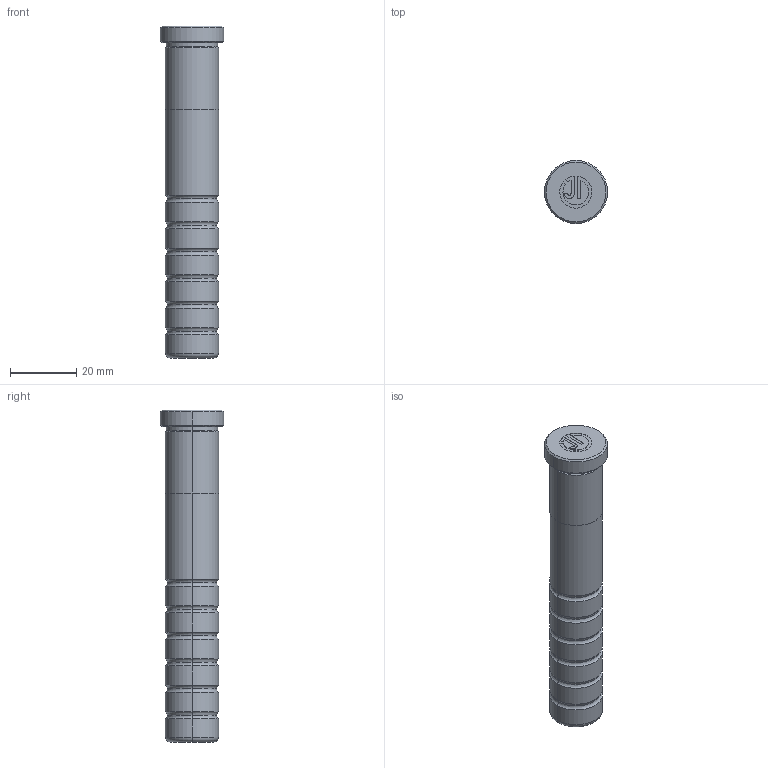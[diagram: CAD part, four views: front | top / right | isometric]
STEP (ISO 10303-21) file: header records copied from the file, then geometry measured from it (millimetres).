
FILE_DESCRIPTION (( 'STEP AP214' ), '1' );
FILE_NAME ('SGOH-D16-100.step', '2021-07-28T09:29:54', ( 'User' ), ( 'china' ), 'SwSTEP 2.0', 'SolidWorks 2016', '' );
FILE_SCHEMA (( 'AUTOMOTIVE_DESIGN' ));
Length unit declared in the file: millimetre
Products named in the file (1): SGOH-D16-100
Bounding box: 19 x 19 x 100 mm (x, y, z)
Volume: 20169.2 mm3; surface area: 5712.8 mm2
Topology: 1 solids, 1 shells, 82 faces, 176 edges, 102 vertices
Faces by surface type: cylinder 30, torus 28, plane 16, cone 8
Entity records: 2260 total; most frequent: DIRECTION 456, CARTESIAN_POINT 361, ORIENTED_EDGE 352, AXIS2_PLACEMENT_3D 197, EDGE_CURVE 176, CIRCLE 114, VERTEX_POINT 102, EDGE_LOOP 88
